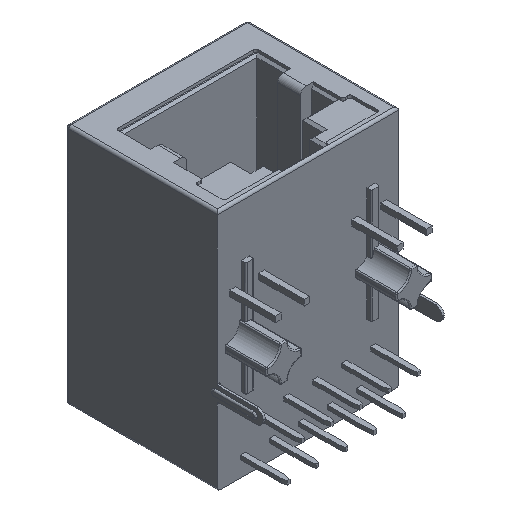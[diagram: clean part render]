
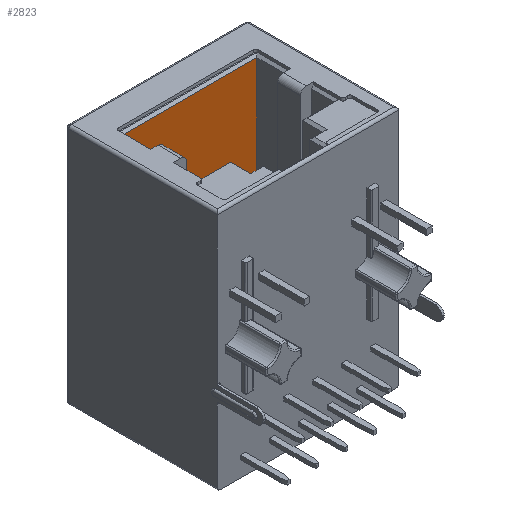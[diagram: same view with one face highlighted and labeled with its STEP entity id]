
A CAD part, isometric view. The second image highlights one B-rep face of the part: STEP entity #2823.
In plain terms, the highlighted planar face has unit normal (0, -1, 0).
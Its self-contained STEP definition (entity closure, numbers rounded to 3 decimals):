
#850 = VERTEX_POINT ( 'NONE', #16232 ) ;
#859 = ORIENTED_EDGE ( 'NONE', *, *, #23241, .T. ) ;
#1058 = EDGE_CURVE ( 'NONE', #11802, #11806, #11003, .T. ) ;
#1154 = EDGE_CURVE ( 'NONE', #5490, #850, #4814, .T. ) ;
#1331 = DIRECTION ( 'NONE',  ( 1., 0., 0. ) ) ;
#1608 = FACE_OUTER_BOUND ( 'NONE', #21095, .T. ) ;
#2823 = ADVANCED_FACE ( 'NONE', ( #1608 ), #26880, .F. ) ;
#3813 = DIRECTION ( 'NONE',  ( -1., 0., 0. ) ) ;
#3950 = CARTESIAN_POINT ( 'NONE',  ( 2.165, 14.45, -0.45 ) ) ;
#4814 = LINE ( 'NONE', #26109, #6921 ) ;
#5150 = VECTOR ( 'NONE', #3813, 1000. ) ;
#5490 = VERTEX_POINT ( 'NONE', #26905 ) ;
#6921 = VECTOR ( 'NONE', #21722, 1000. ) ;
#8393 = CARTESIAN_POINT ( 'NONE',  ( 2.165, 14.45, -0.45 ) ) ;
#9716 = CARTESIAN_POINT ( 'NONE',  ( 14.065, 14.45, -0.45 ) ) ;
#11003 = LINE ( 'NONE', #8393, #22380 ) ;
#11646 = DIRECTION ( 'NONE',  ( 0., 1., 0. ) ) ;
#11802 = VERTEX_POINT ( 'NONE', #3950 ) ;
#11806 = VERTEX_POINT ( 'NONE', #12333 ) ;
#12333 = CARTESIAN_POINT ( 'NONE',  ( 2.165, 14.45, -9.8 ) ) ;
#13987 = CARTESIAN_POINT ( 'NONE',  ( 14.065, 14.45, 0. ) ) ;
#14712 = DIRECTION ( 'NONE',  ( 0., 0., -1. ) ) ;
#15605 = LINE ( 'NONE', #25916, #19594 ) ;
#16232 = CARTESIAN_POINT ( 'NONE',  ( 14.065, 14.45, -9.8 ) ) ;
#16478 = AXIS2_PLACEMENT_3D ( 'NONE', #13987, #11646, #1331 ) ;
#18093 = ORIENTED_EDGE ( 'NONE', *, *, #22223, .F. ) ;
#19094 = ORIENTED_EDGE ( 'NONE', *, *, #1058, .T. ) ;
#19594 = VECTOR ( 'NONE', #21531, 1000. ) ;
#19883 = ORIENTED_EDGE ( 'NONE', *, *, #1154, .F. ) ;
#20449 = LINE ( 'NONE', #9716, #5150 ) ;
#21095 = EDGE_LOOP ( 'NONE', ( #19094, #18093, #19883, #859 ) ) ;
#21531 = DIRECTION ( 'NONE',  ( -1., 0., 0. ) ) ;
#21722 = DIRECTION ( 'NONE',  ( 0., 0., -1. ) ) ;
#22223 = EDGE_CURVE ( 'NONE', #850, #11806, #15605, .T. ) ;
#22380 = VECTOR ( 'NONE', #14712, 1000. ) ;
#23241 = EDGE_CURVE ( 'NONE', #5490, #11802, #20449, .T. ) ;
#25916 = CARTESIAN_POINT ( 'NONE',  ( 14.065, 14.45, -9.8 ) ) ;
#26109 = CARTESIAN_POINT ( 'NONE',  ( 14.065, 14.45, -0.45 ) ) ;
#26880 = PLANE ( 'NONE',  #16478 ) ;
#26905 = CARTESIAN_POINT ( 'NONE',  ( 14.065, 14.45, -0.45 ) ) ;
